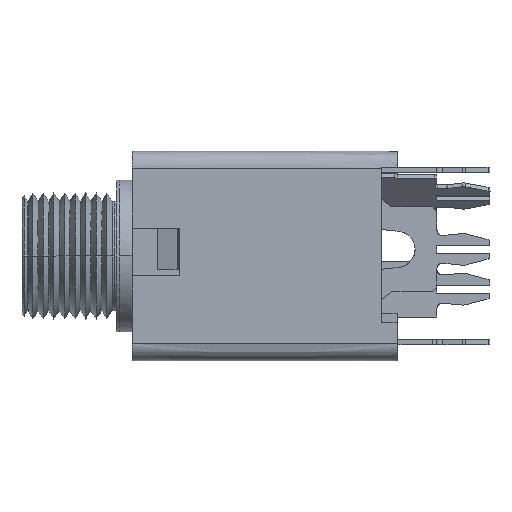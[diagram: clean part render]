
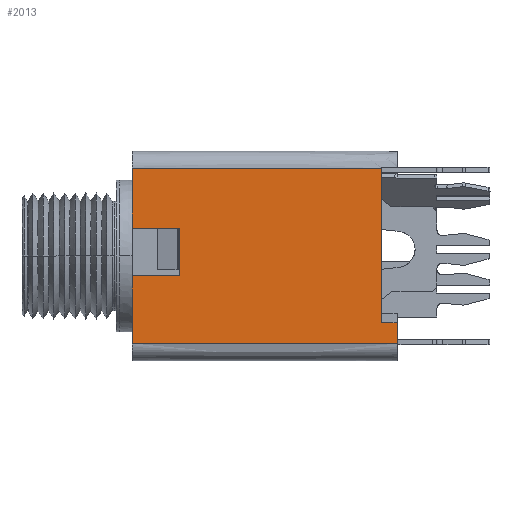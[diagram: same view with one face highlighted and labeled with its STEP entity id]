
A CAD part, left-side view. The second image highlights one B-rep face of the part: STEP entity #2013.
In plain terms, the highlighted planar face has unit normal (-1, 0, 0).
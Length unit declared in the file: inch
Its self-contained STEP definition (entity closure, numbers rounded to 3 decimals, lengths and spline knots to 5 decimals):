
#87 = CARTESIAN_POINT ( 'NONE',  ( -0.31102, 0.7874, -0.05906 ) ) ;
#151 = CARTESIAN_POINT ( 'NONE',  ( -0.31102, 0.64567, 0.08268 ) ) ;
#460 = EDGE_CURVE ( 'NONE', #1775, #13072, #4436, .T. ) ;
#498 = VECTOR ( 'NONE', #18185, 39.37008 ) ;
#1175 = DIRECTION ( 'NONE',  ( 0., -1., 0. ) ) ;
#1299 = VECTOR ( 'NONE', #16078, 39.37008 ) ;
#1525 = ORIENTED_EDGE ( 'NONE', *, *, #14892, .F. ) ;
#1775 = VERTEX_POINT ( 'NONE', #3322 ) ;
#1877 = VERTEX_POINT ( 'NONE', #6389 ) ;
#2013 = ADVANCED_FACE ( 'NONE', ( #3894 ), #3770, .F. ) ;
#2177 = LINE ( 'NONE', #4013, #7343 ) ;
#2415 = CARTESIAN_POINT ( 'NONE',  ( -0.31102, 0.80315, -0.27024 ) ) ;
#2615 = CARTESIAN_POINT ( 'NONE',  ( -0.31102, 0.3937, -0.19882 ) ) ;
#3061 = DIRECTION ( 'NONE',  ( 0., 0., -1. ) ) ;
#3143 = VECTOR ( 'NONE', #10174, 39.37008 ) ;
#3257 = VERTEX_POINT ( 'NONE', #87 ) ;
#3322 = CARTESIAN_POINT ( 'NONE',  ( -0.31102, 0.04724, -0.19882 ) ) ;
#3569 = CARTESIAN_POINT ( 'NONE',  ( -0.31102, 0.7874, 0.25984 ) ) ;
#3770 = PLANE ( 'NONE',  #7544 ) ;
#3869 = EDGE_CURVE ( 'NONE', #3257, #24550, #21684, .T. ) ;
#3894 = FACE_OUTER_BOUND ( 'NONE', #13154, .T. ) ;
#4013 = CARTESIAN_POINT ( 'NONE',  ( -0.31102, 0.3937, 0.08268 ) ) ;
#4055 = VECTOR ( 'NONE', #18047, 39.37008 ) ;
#4128 = DIRECTION ( 'NONE',  ( 0., 0., 1. ) ) ;
#4435 = CARTESIAN_POINT ( 'NONE',  ( -0.31102, 0.7874, -0.25984 ) ) ;
#4436 = LINE ( 'NONE', #2615, #3143 ) ;
#5100 = DIRECTION ( 'NONE',  ( 0., -1., 0. ) ) ;
#5219 = ORIENTED_EDGE ( 'NONE', *, *, #5306, .F. ) ;
#5228 = CARTESIAN_POINT ( 'NONE',  ( -0.31102, 0.3937, -0.25984 ) ) ;
#5274 = VECTOR ( 'NONE', #12388, 39.37008 ) ;
#5306 = EDGE_CURVE ( 'NONE', #13072, #1877, #15471, .T. ) ;
#5365 = EDGE_CURVE ( 'NONE', #14054, #18535, #8486, .T. ) ;
#5622 = VERTEX_POINT ( 'NONE', #23972 ) ;
#5877 = DIRECTION ( 'NONE',  ( 0., 1., 0. ) ) ;
#5895 = EDGE_CURVE ( 'NONE', #14054, #5622, #8737, .T. ) ;
#6389 = CARTESIAN_POINT ( 'NONE',  ( -0.31102, 0., -0.25984 ) ) ;
#6600 = CARTESIAN_POINT ( 'NONE',  ( -0.31102, 0., -0.19882 ) ) ;
#6626 = CARTESIAN_POINT ( 'NONE',  ( -0.31102, 0.3937, 0.25984 ) ) ;
#6851 = CARTESIAN_POINT ( 'NONE',  ( -0.31102, 0.64567, -0.05906 ) ) ;
#7343 = VECTOR ( 'NONE', #5877, 39.37008 ) ;
#7544 = AXIS2_PLACEMENT_3D ( 'NONE', #2415, #11598, #4128 ) ;
#7685 = DIRECTION ( 'NONE',  ( 0., 0., -1. ) ) ;
#8278 = ORIENTED_EDGE ( 'NONE', *, *, #14593, .T. ) ;
#8486 = LINE ( 'NONE', #6626, #1299 ) ;
#8737 = LINE ( 'NONE', #17688, #4055 ) ;
#8747 = CARTESIAN_POINT ( 'NONE',  ( -0.31102, 0., 0. ) ) ;
#8838 = LINE ( 'NONE', #5228, #22343 ) ;
#8930 = LINE ( 'NONE', #10920, #5274 ) ;
#9931 = VECTOR ( 'NONE', #3061, 39.37008 ) ;
#10174 = DIRECTION ( 'NONE',  ( 0., -1., 0. ) ) ;
#10601 = CARTESIAN_POINT ( 'NONE',  ( -0.31102, 0.3937, -0.05906 ) ) ;
#10920 = CARTESIAN_POINT ( 'NONE',  ( -0.31102, 0.64567, 0. ) ) ;
#11105 = VERTEX_POINT ( 'NONE', #6851 ) ;
#11537 = ORIENTED_EDGE ( 'NONE', *, *, #5895, .T. ) ;
#11598 = DIRECTION ( 'NONE',  ( 1., 0., 0. ) ) ;
#12022 = VERTEX_POINT ( 'NONE', #151 ) ;
#12388 = DIRECTION ( 'NONE',  ( 0., 0., 1. ) ) ;
#13023 = CARTESIAN_POINT ( 'NONE',  ( -0.31102, 0.04724, 0. ) ) ;
#13072 = VERTEX_POINT ( 'NONE', #6600 ) ;
#13154 = EDGE_LOOP ( 'NONE', ( #11537, #18897, #21574, #18402, #19108, #8278, #5219, #15057, #1525, #13987 ) ) ;
#13987 = ORIENTED_EDGE ( 'NONE', *, *, #5365, .F. ) ;
#14054 = VERTEX_POINT ( 'NONE', #3569 ) ;
#14074 = LINE ( 'NONE', #10601, #19394 ) ;
#14593 = EDGE_CURVE ( 'NONE', #24550, #1877, #8838, .T. ) ;
#14828 = EDGE_CURVE ( 'NONE', #11105, #12022, #8930, .T. ) ;
#14892 = EDGE_CURVE ( 'NONE', #18535, #1775, #19101, .T. ) ;
#15057 = ORIENTED_EDGE ( 'NONE', *, *, #460, .F. ) ;
#15471 = LINE ( 'NONE', #8747, #498 ) ;
#16078 = DIRECTION ( 'NONE',  ( 0., -1., 0. ) ) ;
#17661 = CARTESIAN_POINT ( 'NONE',  ( -0.31102, 0.04724, 0.25984 ) ) ;
#17688 = CARTESIAN_POINT ( 'NONE',  ( -0.31102, 0.7874, 0. ) ) ;
#17967 = VECTOR ( 'NONE', #7685, 39.37008 ) ;
#18047 = DIRECTION ( 'NONE',  ( 0., 0., -1. ) ) ;
#18185 = DIRECTION ( 'NONE',  ( 0., 0., -1. ) ) ;
#18213 = CARTESIAN_POINT ( 'NONE',  ( -0.31102, 0.7874, 0. ) ) ;
#18402 = ORIENTED_EDGE ( 'NONE', *, *, #23358, .F. ) ;
#18535 = VERTEX_POINT ( 'NONE', #17661 ) ;
#18897 = ORIENTED_EDGE ( 'NONE', *, *, #20507, .F. ) ;
#19101 = LINE ( 'NONE', #13023, #17967 ) ;
#19108 = ORIENTED_EDGE ( 'NONE', *, *, #3869, .T. ) ;
#19394 = VECTOR ( 'NONE', #1175, 39.37008 ) ;
#20507 = EDGE_CURVE ( 'NONE', #12022, #5622, #2177, .T. ) ;
#21574 = ORIENTED_EDGE ( 'NONE', *, *, #14828, .F. ) ;
#21684 = LINE ( 'NONE', #18213, #9931 ) ;
#22343 = VECTOR ( 'NONE', #5100, 39.37008 ) ;
#23358 = EDGE_CURVE ( 'NONE', #3257, #11105, #14074, .T. ) ;
#23972 = CARTESIAN_POINT ( 'NONE',  ( -0.31102, 0.7874, 0.08268 ) ) ;
#24550 = VERTEX_POINT ( 'NONE', #4435 ) ;
